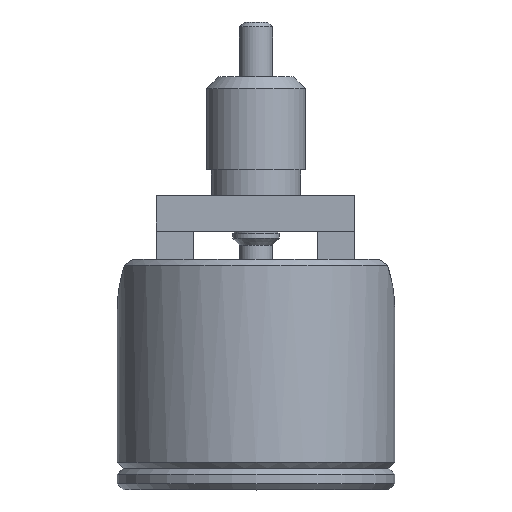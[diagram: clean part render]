
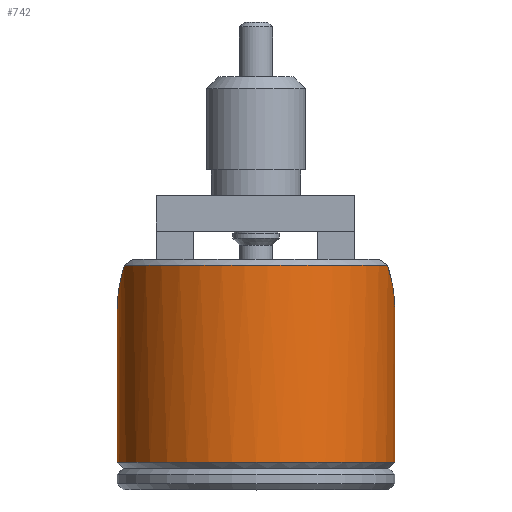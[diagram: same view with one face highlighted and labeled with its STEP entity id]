
A CAD part, top view. The second image highlights one B-rep face of the part: STEP entity #742.
In plain terms, the highlighted cylindrical face has radius 8.89 mm (diameter 17.78 mm), a partial arc.
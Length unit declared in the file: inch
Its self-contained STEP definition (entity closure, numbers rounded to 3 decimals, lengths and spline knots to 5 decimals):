
#20 = EDGE_CURVE ( 'NONE', #1230, #882, #1799, .T. ) ;
#38 = CARTESIAN_POINT ( 'NONE',  ( -0.33226, 0.566, -0.11 ) ) ;
#62 = AXIS2_PLACEMENT_3D ( 'NONE', #846, #1994, #561 ) ;
#92 = CARTESIAN_POINT ( 'NONE',  ( -0.33226, 0.566, -0.11 ) ) ;
#96 = CARTESIAN_POINT ( 'NONE',  ( 0.2681, 0.069, -0.225 ) ) ;
#138 = DIRECTION ( 'NONE',  ( 0., -1., 0. ) ) ;
#153 = CARTESIAN_POINT ( 'NONE',  ( -0.35, 0.49346, -0.03746 ) ) ;
#166 = EDGE_CURVE ( 'NONE', #860, #882, #1820, .T. ) ;
#198 = CARTESIAN_POINT ( 'NONE',  ( -0.2681, 0.566, -0.225 ) ) ;
#242 = CARTESIAN_POINT ( 'NONE',  ( 0.33226, 0.566, 0.11 ) ) ;
#337 = CARTESIAN_POINT ( 'NONE',  ( 0.33226, 0.566, 0.11 ) ) ;
#338 = AXIS2_PLACEMENT_3D ( 'NONE', #552, #1684, #1503 ) ;
#347 = VERTEX_POINT ( 'NONE', #337 ) ;
#406 = CARTESIAN_POINT ( 'NONE',  ( -0.2681, 0.069, -0.225 ) ) ;
#524 = EDGE_CURVE ( 'NONE', #1438, #1248, #1529, .T. ) ;
#552 = CARTESIAN_POINT ( 'NONE',  ( 0., 0.069, 0. ) ) ;
#555 = VERTEX_POINT ( 'NONE', #751 ) ;
#561 = DIRECTION ( 'NONE',  ( -1., 0., 0. ) ) ;
#568 = CARTESIAN_POINT ( 'NONE',  ( 0.34404, 0.53044, -0.07444 ) ) ;
#605 = DIRECTION ( 'NONE',  ( -1., 0., 0. ) ) ;
#652 = VECTOR ( 'NONE', #1918, 39.37008 ) ;
#656 = LINE ( 'NONE', #1752, #652 ) ;
#673 = CARTESIAN_POINT ( 'NONE',  ( 0.35, 0.49346, 0.03746 ) ) ;
#712 = CIRCLE ( 'NONE', #1915, 0.35 ) ;
#742 = ADVANCED_FACE ( 'NONE', ( #1924 ), #1132, .T. ) ;
#751 = CARTESIAN_POINT ( 'NONE',  ( -0.33226, 0.566, 0.11 ) ) ;
#846 = CARTESIAN_POINT ( 'NONE',  ( 0., 0.566, 0. ) ) ;
#860 = VERTEX_POINT ( 'NONE', #406 ) ;
#878 = CARTESIAN_POINT ( 'NONE',  ( 0., 0.566, 0. ) ) ;
#882 = VERTEX_POINT ( 'NONE', #96 ) ;
#891 = ORIENTED_EDGE ( 'NONE', *, *, #524, .F. ) ;
#898 = EDGE_CURVE ( 'NONE', #347, #555, #1092, .T. ) ;
#904 = DIRECTION ( 'NONE',  ( 0., -1., 0. ) ) ;
#979 = VERTEX_POINT ( 'NONE', #198 ) ;
#1021 = ORIENTED_EDGE ( 'NONE', *, *, #1398, .F. ) ;
#1024 = CARTESIAN_POINT ( 'NONE',  ( 0.33226, 0.566, -0.11 ) ) ;
#1049 = CIRCLE ( 'NONE', #62, 0.35 ) ;
#1074 = EDGE_CURVE ( 'NONE', #1438, #979, #1049, .T. ) ;
#1092 = CIRCLE ( 'NONE', #2029, 0.35 ) ;
#1132 = CYLINDRICAL_SURFACE ( 'NONE', #1314, 0.35 ) ;
#1168 = ORIENTED_EDGE ( 'NONE', *, *, #1827, .F. ) ;
#1202 = CARTESIAN_POINT ( 'NONE',  ( -0.34404, 0.53044, 0.07444 ) ) ;
#1206 = CARTESIAN_POINT ( 'NONE',  ( 0.35, 0.456, 0. ) ) ;
#1230 = VERTEX_POINT ( 'NONE', #1914 ) ;
#1245 = CARTESIAN_POINT ( 'NONE',  ( -0.35, 0.456, 0. ) ) ;
#1248 = VERTEX_POINT ( 'NONE', #1245 ) ;
#1282 = EDGE_LOOP ( 'NONE', ( #1168, #891, #2252, #1487, #1469, #1926, #1300, #1838, #1021, #2082 ) ) ;
#1300 = ORIENTED_EDGE ( 'NONE', *, *, #1867, .T. ) ;
#1314 = AXIS2_PLACEMENT_3D ( 'NONE', #2028, #2058, #1563 ) ;
#1361 = VERTEX_POINT ( 'NONE', #1206 ) ;
#1398 = EDGE_CURVE ( 'NONE', #347, #1361, #1996, .T. ) ;
#1429 = CARTESIAN_POINT ( 'NONE',  ( -0.35, 0.456, 0. ) ) ;
#1438 = VERTEX_POINT ( 'NONE', #92 ) ;
#1463 = CARTESIAN_POINT ( 'NONE',  ( -0.34404, 0.53044, -0.07444 ) ) ;
#1469 = ORIENTED_EDGE ( 'NONE', *, *, #166, .T. ) ;
#1487 = ORIENTED_EDGE ( 'NONE', *, *, #1973, .T. ) ;
#1503 = DIRECTION ( 'NONE',  ( -1., 0., 0. ) ) ;
#1529 =( BOUNDED_CURVE ( )  B_SPLINE_CURVE ( 3, ( #38, #1463, #153, #2107 ),
 .UNSPECIFIED., .F., .F. ) 
 B_SPLINE_CURVE_WITH_KNOTS ( ( 4, 4 ),
 ( 4.39268, 4.71239 ),
 .UNSPECIFIED. ) 
 CURVE ( )  GEOMETRIC_REPRESENTATION_ITEM ( )  RATIONAL_B_SPLINE_CURVE ( ( 1., 0.992, 0.992, 1. ) ) 
 REPRESENTATION_ITEM ( '' )  );
#1563 = DIRECTION ( 'NONE',  ( -1., 0., 0. ) ) ;
#1593 = CARTESIAN_POINT ( 'NONE',  ( 0.34404, 0.53044, 0.07444 ) ) ;
#1626 = CARTESIAN_POINT ( 'NONE',  ( 0.2681, 0.581, -0.225 ) ) ;
#1663 = EDGE_CURVE ( 'NONE', #1361, #2157, #2366, .T. ) ;
#1684 = DIRECTION ( 'NONE',  ( 0., 1., 0. ) ) ;
#1686 = CARTESIAN_POINT ( 'NONE',  ( 0.35, 0.49346, -0.03746 ) ) ;
#1752 = CARTESIAN_POINT ( 'NONE',  ( -0.2681, 0.581, -0.225 ) ) ;
#1776 = VECTOR ( 'NONE', #138, 39.37008 ) ;
#1799 = LINE ( 'NONE', #1626, #1776 ) ;
#1820 = CIRCLE ( 'NONE', #338, 0.35 ) ;
#1827 = EDGE_CURVE ( 'NONE', #1248, #555, #2063, .T. ) ;
#1833 = CARTESIAN_POINT ( 'NONE',  ( -0.35, 0.49346, 0.03746 ) ) ;
#1836 = CARTESIAN_POINT ( 'NONE',  ( 0.35, 0.456, 0. ) ) ;
#1838 = ORIENTED_EDGE ( 'NONE', *, *, #1663, .F. ) ;
#1844 = CARTESIAN_POINT ( 'NONE',  ( 0.33226, 0.566, -0.11 ) ) ;
#1867 = EDGE_CURVE ( 'NONE', #1230, #2157, #712, .T. ) ;
#1914 = CARTESIAN_POINT ( 'NONE',  ( 0.2681, 0.566, -0.225 ) ) ;
#1915 = AXIS2_PLACEMENT_3D ( 'NONE', #2346, #904, #2197 ) ;
#1918 = DIRECTION ( 'NONE',  ( 0., -1., 0. ) ) ;
#1924 = FACE_OUTER_BOUND ( 'NONE', #1282, .T. ) ;
#1926 = ORIENTED_EDGE ( 'NONE', *, *, #20, .F. ) ;
#1973 = EDGE_CURVE ( 'NONE', #979, #860, #656, .T. ) ;
#1994 = DIRECTION ( 'NONE',  ( 0., -1., 0. ) ) ;
#1996 =( BOUNDED_CURVE ( )  B_SPLINE_CURVE ( 3, ( #242, #1593, #673, #2220 ),
 .UNSPECIFIED., .F., .T. ) 
 B_SPLINE_CURVE_WITH_KNOTS ( ( 4, 4 ),
 ( 4.39268, 4.71239 ),
 .UNSPECIFIED. ) 
 CURVE ( )  GEOMETRIC_REPRESENTATION_ITEM ( )  RATIONAL_B_SPLINE_CURVE ( ( 1., 0.992, 0.992, 1. ) ) 
 REPRESENTATION_ITEM ( '' )  );
#2013 = DIRECTION ( 'NONE',  ( 0., -1., 0. ) ) ;
#2028 = CARTESIAN_POINT ( 'NONE',  ( 0., 0.581, 0. ) ) ;
#2029 = AXIS2_PLACEMENT_3D ( 'NONE', #878, #2013, #605 ) ;
#2058 = DIRECTION ( 'NONE',  ( 0., -1., 0. ) ) ;
#2063 =( BOUNDED_CURVE ( )  B_SPLINE_CURVE ( 3, ( #1429, #1833, #1202, #2224 ),
 .UNSPECIFIED., .F., .T. ) 
 B_SPLINE_CURVE_WITH_KNOTS ( ( 4, 4 ),
 ( 1.5708, 1.8905 ),
 .UNSPECIFIED. ) 
 CURVE ( )  GEOMETRIC_REPRESENTATION_ITEM ( )  RATIONAL_B_SPLINE_CURVE ( ( 1., 0.992, 0.992, 1. ) ) 
 REPRESENTATION_ITEM ( '' )  );
#2082 = ORIENTED_EDGE ( 'NONE', *, *, #898, .T. ) ;
#2107 = CARTESIAN_POINT ( 'NONE',  ( -0.35, 0.456, 0. ) ) ;
#2157 = VERTEX_POINT ( 'NONE', #1024 ) ;
#2197 = DIRECTION ( 'NONE',  ( -1., 0., 0. ) ) ;
#2220 = CARTESIAN_POINT ( 'NONE',  ( 0.35, 0.456, 0. ) ) ;
#2224 = CARTESIAN_POINT ( 'NONE',  ( -0.33226, 0.566, 0.11 ) ) ;
#2252 = ORIENTED_EDGE ( 'NONE', *, *, #1074, .T. ) ;
#2346 = CARTESIAN_POINT ( 'NONE',  ( 0., 0.566, 0. ) ) ;
#2366 =( BOUNDED_CURVE ( )  B_SPLINE_CURVE ( 3, ( #1836, #1686, #568, #1844 ),
 .UNSPECIFIED., .F., .T. ) 
 B_SPLINE_CURVE_WITH_KNOTS ( ( 4, 4 ),
 ( 1.5708, 1.8905 ),
 .UNSPECIFIED. ) 
 CURVE ( )  GEOMETRIC_REPRESENTATION_ITEM ( )  RATIONAL_B_SPLINE_CURVE ( ( 1., 0.992, 0.992, 1. ) ) 
 REPRESENTATION_ITEM ( '' )  );
